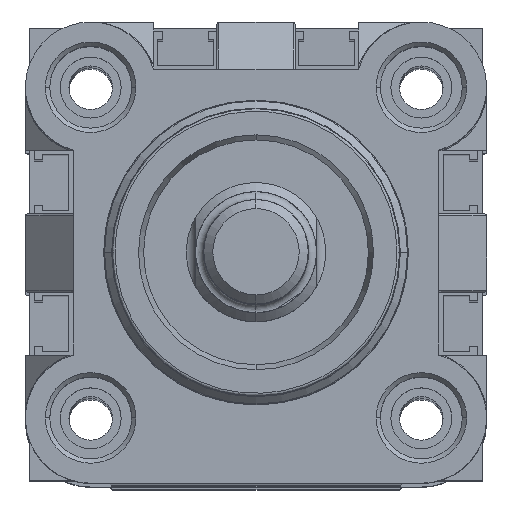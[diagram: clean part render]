
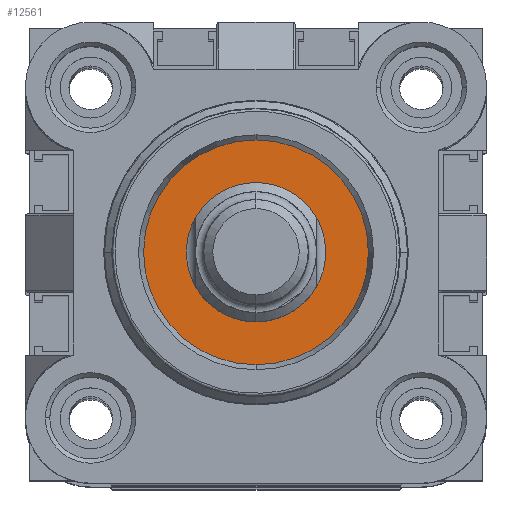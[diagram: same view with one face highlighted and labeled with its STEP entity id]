
A CAD part, top view. The second image highlights one B-rep face of the part: STEP entity #12561.
In plain terms, the highlighted face is planar.
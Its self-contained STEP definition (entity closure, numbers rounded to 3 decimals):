
#168 = DIRECTION ( 'NONE',  ( 0., 0., -1. ) ) ;
#1113 = DIRECTION ( 'NONE',  ( 0., 0., -1. ) ) ;
#2611 = AXIS2_PLACEMENT_3D ( 'NONE', #7110, #1113, #15262 ) ;
#3873 = EDGE_LOOP ( 'NONE', ( #20183, #14347 ) ) ;
#4041 = CARTESIAN_POINT ( 'NONE',  ( 21., 33.918, -18.5 ) ) ;
#4558 = CARTESIAN_POINT ( 'NONE',  ( 21., 8.082, -18.5 ) ) ;
#4908 = EDGE_CURVE ( 'NONE', #11088, #13984, #7680, .T. ) ;
#5306 = VERTEX_POINT ( 'NONE', #4041 ) ;
#5360 = CIRCLE ( 'NONE', #5814, 12.918 ) ;
#5814 = AXIS2_PLACEMENT_3D ( 'NONE', #22645, #10480, #24673 ) ;
#6612 = ORIENTED_EDGE ( 'NONE', *, *, #12337, .T. ) ;
#7110 = CARTESIAN_POINT ( 'NONE',  ( 34.073, 7.927, -18.5 ) ) ;
#7680 = CIRCLE ( 'NONE', #7983, 8. ) ;
#7983 = AXIS2_PLACEMENT_3D ( 'NONE', #8182, #22388, #10220 ) ;
#8182 = CARTESIAN_POINT ( 'NONE',  ( 21., 21., -18.5 ) ) ;
#9917 = CARTESIAN_POINT ( 'NONE',  ( 29., 21., -18.5 ) ) ;
#10220 = DIRECTION ( 'NONE',  ( -1., 0., 0. ) ) ;
#10448 = CARTESIAN_POINT ( 'NONE',  ( 13., 21., -18.5 ) ) ;
#10480 = DIRECTION ( 'NONE',  ( 0., 0., -1. ) ) ;
#11088 = VERTEX_POINT ( 'NONE', #9917 ) ;
#11132 = DIRECTION ( 'NONE',  ( 0., 0., -1. ) ) ;
#11671 = FACE_OUTER_BOUND ( 'NONE', #22862, .T. ) ;
#12264 = CARTESIAN_POINT ( 'NONE',  ( 21., 21., -18.5 ) ) ;
#12337 = EDGE_CURVE ( 'NONE', #5306, #25344, #5360, .T. ) ;
#12561 = ADVANCED_FACE ( 'NONE', ( #17081, #11671 ), #13220, .T. ) ;
#13220 = PLANE ( 'NONE',  #2611 ) ;
#13984 = VERTEX_POINT ( 'NONE', #10448 ) ;
#14200 = EDGE_CURVE ( 'NONE', #25344, #5306, #21197, .T. ) ;
#14298 = DIRECTION ( 'NONE',  ( -1., 0., 0. ) ) ;
#14347 = ORIENTED_EDGE ( 'NONE', *, *, #4908, .F. ) ;
#14491 = AXIS2_PLACEMENT_3D ( 'NONE', #23300, #11132, #25321 ) ;
#15262 = DIRECTION ( 'NONE',  ( -1., 0., 0. ) ) ;
#17081 = FACE_BOUND ( 'NONE', #3873, .T. ) ;
#18673 = AXIS2_PLACEMENT_3D ( 'NONE', #12264, #168, #14298 ) ;
#19243 = CIRCLE ( 'NONE', #18673, 8. ) ;
#20183 = ORIENTED_EDGE ( 'NONE', *, *, #22988, .F. ) ;
#21197 = CIRCLE ( 'NONE', #14491, 12.918 ) ;
#22388 = DIRECTION ( 'NONE',  ( 0., 0., -1. ) ) ;
#22645 = CARTESIAN_POINT ( 'NONE',  ( 21., 21., -18.5 ) ) ;
#22862 = EDGE_LOOP ( 'NONE', ( #6612, #26267 ) ) ;
#22988 = EDGE_CURVE ( 'NONE', #13984, #11088, #19243, .T. ) ;
#23300 = CARTESIAN_POINT ( 'NONE',  ( 21., 21., -18.5 ) ) ;
#24673 = DIRECTION ( 'NONE',  ( 0., 1., 0. ) ) ;
#25321 = DIRECTION ( 'NONE',  ( 0., 1., 0. ) ) ;
#25344 = VERTEX_POINT ( 'NONE', #4558 ) ;
#26267 = ORIENTED_EDGE ( 'NONE', *, *, #14200, .T. ) ;
